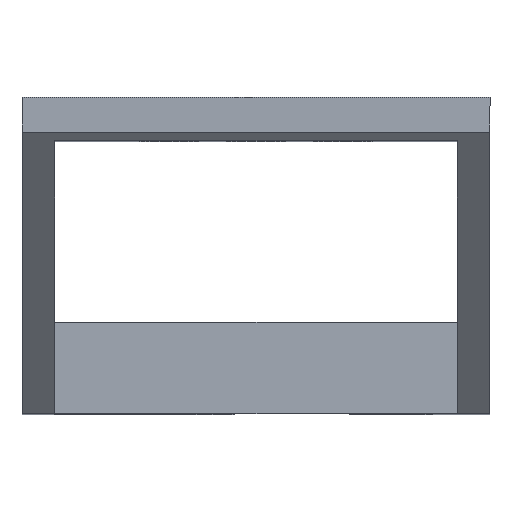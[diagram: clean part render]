
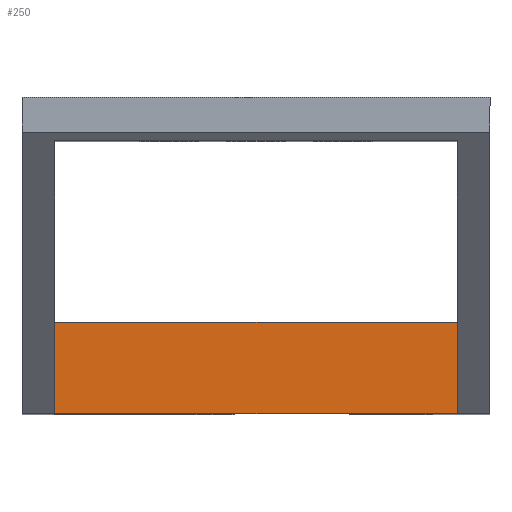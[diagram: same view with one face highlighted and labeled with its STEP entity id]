
A CAD part, top view. The second image highlights one B-rep face of the part: STEP entity #250.
In plain terms, the highlighted planar face has unit normal (0, 0, 1).
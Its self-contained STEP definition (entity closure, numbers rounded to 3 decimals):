
#107 = DIRECTION ( 'NONE',  ( 0., -1., 0. ) ) ;
#124 = CARTESIAN_POINT ( 'NONE',  ( -18.5, -8.4, -21.712 ) ) ;
#227 = AXIS2_PLACEMENT_3D ( 'NONE', #1686, #2224, #2040 ) ;
#250 = ADVANCED_FACE ( 'NONE', ( #1490 ), #974, .F. ) ;
#334 = VECTOR ( 'NONE', #970, 1000. ) ;
#360 = EDGE_CURVE ( 'NONE', #573, #2166, #455, .T. ) ;
#415 = VECTOR ( 'NONE', #107, 1000. ) ;
#448 = DIRECTION ( 'NONE',  ( 0., 1., 0. ) ) ;
#455 = LINE ( 'NONE', #1929, #415 ) ;
#539 = EDGE_CURVE ( 'NONE', #855, #2166, #1063, .T. ) ;
#573 = VERTEX_POINT ( 'NONE', #1076 ) ;
#575 = ORIENTED_EDGE ( 'NONE', *, *, #360, .F. ) ;
#637 = ORIENTED_EDGE ( 'NONE', *, *, #1975, .T. ) ;
#676 = VECTOR ( 'NONE', #448, 1000. ) ;
#710 = VERTEX_POINT ( 'NONE', #2227 ) ;
#788 = LINE ( 'NONE', #1552, #334 ) ;
#855 = VERTEX_POINT ( 'NONE', #124 ) ;
#970 = DIRECTION ( 'NONE',  ( -1., 0., 0. ) ) ;
#974 = PLANE ( 'NONE',  #227 ) ;
#1055 = CARTESIAN_POINT ( 'NONE',  ( -21.5, -8.4, -21.712 ) ) ;
#1063 = LINE ( 'NONE', #1055, #1071 ) ;
#1071 = VECTOR ( 'NONE', #2342, 1000. ) ;
#1076 = CARTESIAN_POINT ( 'NONE',  ( 18.5, 0., -21.712 ) ) ;
#1170 = LINE ( 'NONE', #2098, #676 ) ;
#1421 = EDGE_CURVE ( 'NONE', #855, #710, #1170, .T. ) ;
#1490 = FACE_OUTER_BOUND ( 'NONE', #2122, .T. ) ;
#1552 = CARTESIAN_POINT ( 'NONE',  ( -21.5, 0., -21.712 ) ) ;
#1686 = CARTESIAN_POINT ( 'NONE',  ( -21.5, -51.586, -21.712 ) ) ;
#1687 = ORIENTED_EDGE ( 'NONE', *, *, #1421, .F. ) ;
#1767 = CARTESIAN_POINT ( 'NONE',  ( 18.5, -8.4, -21.712 ) ) ;
#1929 = CARTESIAN_POINT ( 'NONE',  ( 18.5, -8., -21.712 ) ) ;
#1975 = EDGE_CURVE ( 'NONE', #573, #710, #788, .T. ) ;
#2040 = DIRECTION ( 'NONE',  ( -1., 0., 0. ) ) ;
#2050 = ORIENTED_EDGE ( 'NONE', *, *, #539, .T. ) ;
#2098 = CARTESIAN_POINT ( 'NONE',  ( -18.5, -51.586, -21.712 ) ) ;
#2122 = EDGE_LOOP ( 'NONE', ( #1687, #2050, #575, #637 ) ) ;
#2166 = VERTEX_POINT ( 'NONE', #1767 ) ;
#2224 = DIRECTION ( 'NONE',  ( 0., 0., -1. ) ) ;
#2227 = CARTESIAN_POINT ( 'NONE',  ( -18.5, 0., -21.712 ) ) ;
#2342 = DIRECTION ( 'NONE',  ( 1., 0., 0. ) ) ;
